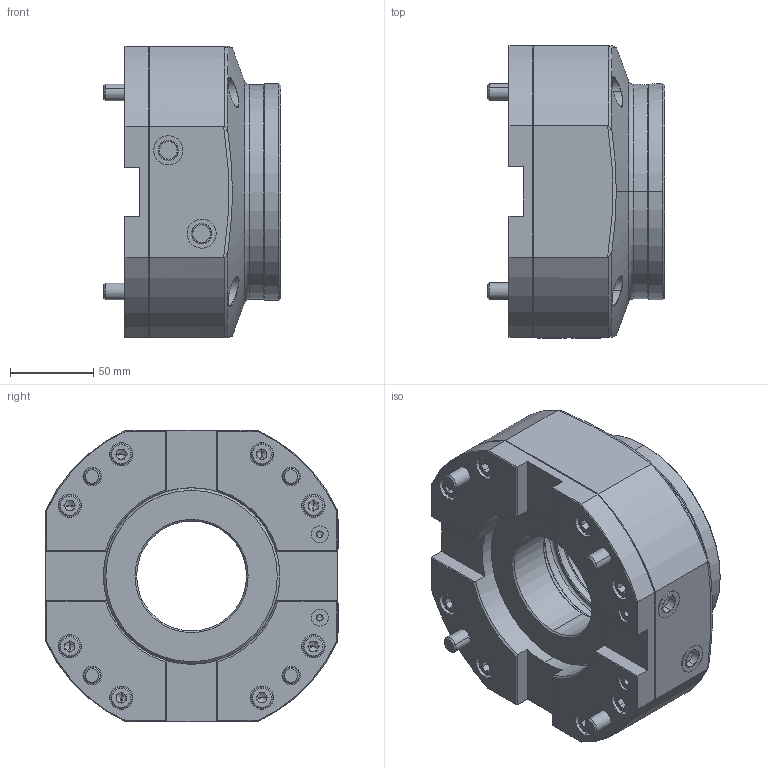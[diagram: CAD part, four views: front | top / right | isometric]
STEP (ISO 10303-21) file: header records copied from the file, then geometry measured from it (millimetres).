
FILE_DESCRIPTION (( 'STEP AP203' ), '1' );
FILE_NAME ('CF-SCB-65.STEP', '2018-11-21T06:18:20', ( '' ), ( '' ), 'SwSTEP 2.0', 'SolidWorks 2016', '' );
FILE_SCHEMA (( 'CONFIG_CONTROL_DESIGN' ));
Length unit declared in the file: millimetre
Products named in the file (7): 塑膠管塞_PT1_4; 圓頭內六角螺栓_M10x65; CF-SCB-65; CF-SCB-65-01000; CF-SCB-65-02000; CF-SCB-65-03000; 圓頭內六角螺栓_M8x18
Assembly tree (17 placements, depth 2):
  CF-SCB-65
    CF-SCB-65-01000
    CF-SCB-65-02000
    CF-SCB-65-03000
    圓頭內六角螺栓_M8x18  x8
    圓頭內六角螺栓_M10x65  x4
    塑膠管塞_PT1_4  x2
Bounding box: 106.5 x 175.5 x 175 mm (x, y, z)
Volume: 1553141.6 mm3; surface area: 263979.3 mm2
Topology: 17 solids, 17 shells, 659 faces, 1550 edges, 931 vertices
Faces by surface type: plane 268, cylinder 206, cone 161, bspline 14, torus 10
Entity records: 22302 total; most frequent: CARTESIAN_POINT 11887, DIRECTION 2038, ORIENTED_EDGE 1884, EDGE_CURVE 942, AXIS2_PLACEMENT_3D 827, VERTEX_POINT 589, EDGE_LOOP 485, CIRCLE 422
